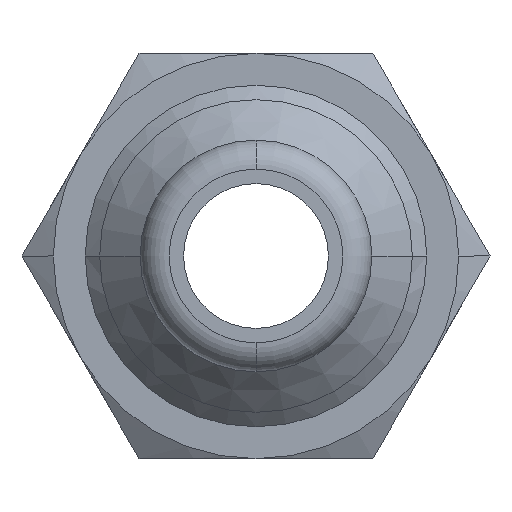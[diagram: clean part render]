
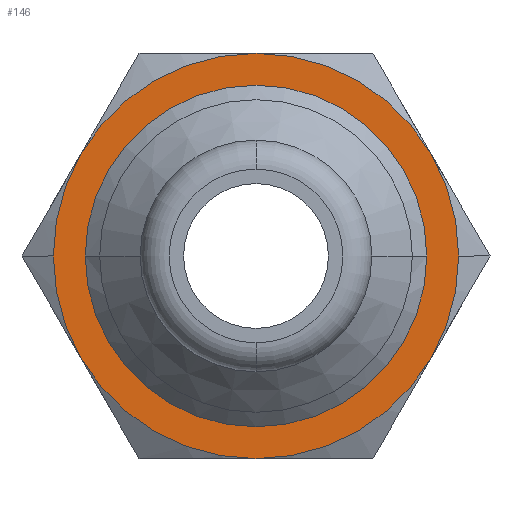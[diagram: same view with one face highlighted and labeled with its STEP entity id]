
A CAD part, front view. The second image highlights one B-rep face of the part: STEP entity #146.
In plain terms, the highlighted planar face has unit normal (0, -1, 0).
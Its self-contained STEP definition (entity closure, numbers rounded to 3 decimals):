
#146=ADVANCED_FACE('',(#305,#306),#307,.T.);
#305=FACE_OUTER_BOUND('',#480,.T.);
#306=FACE_BOUND('',#481,.T.);
#307=PLANE('',#482);
#480=EDGE_LOOP('',(#815,#816,#817,#818,#819,#820,#821,#822));
#481=EDGE_LOOP('',(#823,#824));
#482=AXIS2_PLACEMENT_3D('',#825,#826,#827);
#815=ORIENTED_EDGE('',*,*,#1090,.F.);
#816=ORIENTED_EDGE('',*,*,#1109,.F.);
#817=ORIENTED_EDGE('',*,*,#1110,.F.);
#818=ORIENTED_EDGE('',*,*,#1092,.F.);
#819=ORIENTED_EDGE('',*,*,#1017,.F.);
#820=ORIENTED_EDGE('',*,*,#1111,.F.);
#821=ORIENTED_EDGE('',*,*,#1112,.F.);
#822=ORIENTED_EDGE('',*,*,#1020,.F.);
#823=ORIENTED_EDGE('',*,*,#1066,.F.);
#824=ORIENTED_EDGE('',*,*,#1068,.F.);
#825=CARTESIAN_POINT('',(3.5,24.0,0.0));
#826=DIRECTION('',(0.0,-1.0,0.0));
#827=DIRECTION('',(0.0,0.0,-1.0));
#1017=EDGE_CURVE('',#1204,#1202,#1206,.T.);
#1020=EDGE_CURVE('',#1208,#1211,#1212,.T.);
#1066=EDGE_CURVE('',#1282,#1280,#1284,.T.);
#1068=EDGE_CURVE('',#1280,#1282,#1286,.T.);
#1090=EDGE_CURVE('',#1309,#1208,#1311,.T.);
#1092=EDGE_CURVE('',#1202,#1313,#1314,.T.);
#1109=EDGE_CURVE('',#1331,#1309,#1332,.T.);
#1110=EDGE_CURVE('',#1313,#1331,#1333,.T.);
#1111=EDGE_CURVE('',#1334,#1204,#1335,.T.);
#1112=EDGE_CURVE('',#1211,#1334,#1336,.T.);
#1202=VERTEX_POINT('',#1446);
#1204=VERTEX_POINT('',#1449);
#1206=CIRCLE('',#1460,7.0);
#1208=VERTEX_POINT('',#1462);
#1211=VERTEX_POINT('',#1466);
#1212=CIRCLE('',#1467,7.0);
#1280=VERTEX_POINT('',#1576);
#1282=VERTEX_POINT('',#1579);
#1284=CIRCLE('',#1582,5.9);
#1286=CIRCLE('',#1584,5.9);
#1309=VERTEX_POINT('',#1625);
#1311=CIRCLE('',#1636,7.0);
#1313=VERTEX_POINT('',#1638);
#1314=CIRCLE('',#1639,7.0);
#1331=VERTEX_POINT('',#1665);
#1332=CIRCLE('',#1666,7.0);
#1333=CIRCLE('',#1667,7.0);
#1334=VERTEX_POINT('',#1668);
#1335=CIRCLE('',#1669,7.0);
#1336=CIRCLE('',#1670,7.0);
#1446=CARTESIAN_POINT('',(-7.0,24.0,0.));
#1449=CARTESIAN_POINT('',(-6.062,24.0,-3.5));
#1460=AXIS2_PLACEMENT_3D('',#1914,#1915,#1916);
#1462=CARTESIAN_POINT('',(7.0,24.0,0.));
#1466=CARTESIAN_POINT('',(6.062,24.0,-3.5));
#1467=AXIS2_PLACEMENT_3D('',#1918,#1919,#1920);
#1576=CARTESIAN_POINT('',(5.9,24.0,0.));
#1579=CARTESIAN_POINT('',(-5.9,24.0,0.));
#1582=AXIS2_PLACEMENT_3D('',#1985,#1986,#1987);
#1584=AXIS2_PLACEMENT_3D('',#1988,#1989,#1990);
#1625=CARTESIAN_POINT('',(6.062,24.0,3.5));
#1636=AXIS2_PLACEMENT_3D('',#2015,#2016,#2017);
#1638=CARTESIAN_POINT('',(-6.062,24.0,3.5));
#1639=AXIS2_PLACEMENT_3D('',#2018,#2019,#2020);
#1665=CARTESIAN_POINT('',(0.,24.0,7.0));
#1666=AXIS2_PLACEMENT_3D('',#2048,#2049,#2050);
#1667=AXIS2_PLACEMENT_3D('',#2051,#2052,#2053);
#1668=CARTESIAN_POINT('',(0.0,24.0,-7.0));
#1669=AXIS2_PLACEMENT_3D('',#2054,#2055,#2056);
#1670=AXIS2_PLACEMENT_3D('',#2057,#2058,#2059);
#1914=CARTESIAN_POINT('',(0.0,24.0,0.0));
#1915=DIRECTION('',(-0.0,1.0,0.0));
#1916=DIRECTION('',(1.0,0.0,0.0));
#1918=CARTESIAN_POINT('',(0.0,24.0,0.0));
#1919=DIRECTION('',(-0.0,1.0,0.0));
#1920=DIRECTION('',(1.0,0.0,0.0));
#1985=CARTESIAN_POINT('',(0.0,24.0,0.0));
#1986=DIRECTION('',(0.0,-1.0,0.0));
#1987=DIRECTION('',(1.0,0.0,0.0));
#1988=CARTESIAN_POINT('',(0.0,24.0,0.0));
#1989=DIRECTION('',(0.0,-1.0,0.0));
#1990=DIRECTION('',(1.0,0.0,0.0));
#2015=CARTESIAN_POINT('',(0.0,24.0,0.0));
#2016=DIRECTION('',(-0.0,1.0,0.0));
#2017=DIRECTION('',(1.0,0.0,0.0));
#2018=CARTESIAN_POINT('',(0.0,24.0,0.0));
#2019=DIRECTION('',(-0.0,1.0,0.0));
#2020=DIRECTION('',(1.0,0.0,0.0));
#2048=CARTESIAN_POINT('',(0.0,24.0,0.0));
#2049=DIRECTION('',(-0.0,1.0,0.0));
#2050=DIRECTION('',(1.0,0.0,0.0));
#2051=CARTESIAN_POINT('',(0.0,24.0,0.0));
#2052=DIRECTION('',(-0.0,1.0,0.0));
#2053=DIRECTION('',(1.0,0.0,0.0));
#2054=CARTESIAN_POINT('',(0.0,24.0,0.0));
#2055=DIRECTION('',(-0.0,1.0,0.0));
#2056=DIRECTION('',(1.0,0.0,0.0));
#2057=CARTESIAN_POINT('',(0.0,24.0,0.0));
#2058=DIRECTION('',(-0.0,1.0,0.0));
#2059=DIRECTION('',(1.0,0.0,0.0));
